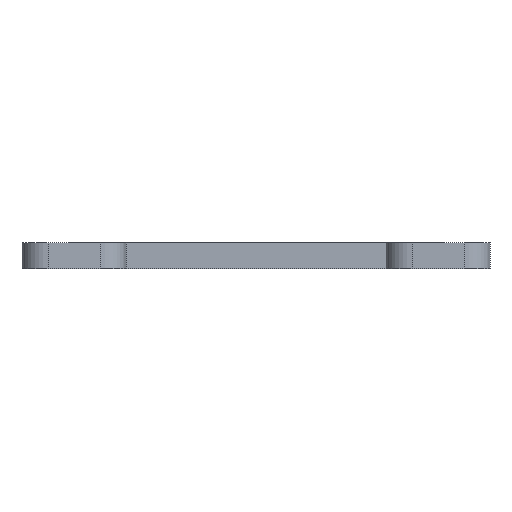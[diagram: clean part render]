
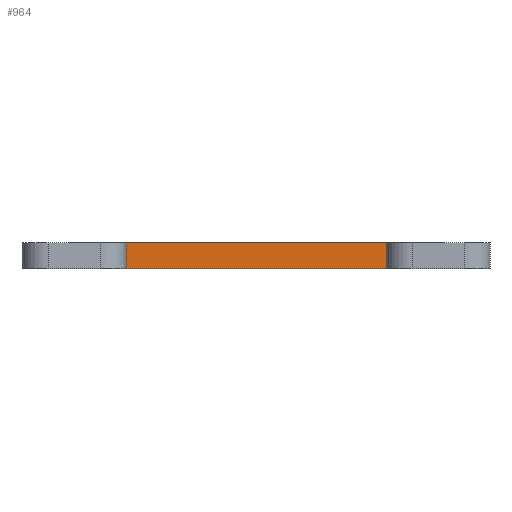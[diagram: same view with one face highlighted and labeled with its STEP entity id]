
A CAD part, front view. The second image highlights one B-rep face of the part: STEP entity #964.
In plain terms, the highlighted planar face has unit normal (0, -1, 0).
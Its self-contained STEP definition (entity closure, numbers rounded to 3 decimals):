
#96=FACE_OUTER_BOUND('',#146,.T.);
#146=EDGE_LOOP('',(#703,#704,#705,#706));
#221=LINE('',#1495,#325);
#223=LINE('',#1499,#327);
#224=LINE('',#1501,#328);
#225=LINE('',#1502,#329);
#325=VECTOR('',#1203,10.);
#327=VECTOR('',#1207,10.);
#328=VECTOR('',#1208,10.);
#329=VECTOR('',#1209,10.);
#425=VERTEX_POINT('',#1492);
#426=VERTEX_POINT('',#1494);
#427=VERTEX_POINT('',#1498);
#428=VERTEX_POINT('',#1500);
#539=EDGE_CURVE('',#426,#425,#221,.T.);
#541=EDGE_CURVE('',#425,#427,#223,.T.);
#542=EDGE_CURVE('',#428,#427,#224,.T.);
#543=EDGE_CURVE('',#428,#426,#225,.T.);
#703=ORIENTED_EDGE('',*,*,#541,.T.);
#704=ORIENTED_EDGE('',*,*,#542,.F.);
#705=ORIENTED_EDGE('',*,*,#543,.T.);
#706=ORIENTED_EDGE('',*,*,#539,.T.);
#927=PLANE('',#1036);
#964=ADVANCED_FACE('',(#96),#927,.T.);
#1036=AXIS2_PLACEMENT_3D('',#1497,#1205,#1206);
#1203=DIRECTION('',(0.,0.,1.));
#1205=DIRECTION('center_axis',(0.,-1.,0.));
#1206=DIRECTION('ref_axis',(0.,0.,-1.));
#1207=DIRECTION('',(-1.,0.,0.));
#1208=DIRECTION('',(0.,0.,1.));
#1209=DIRECTION('',(1.,0.,0.));
#1492=CARTESIAN_POINT('',(5.,-3.75,1.));
#1494=CARTESIAN_POINT('',(5.,-3.75,0.));
#1495=CARTESIAN_POINT('',(5.,-3.75,0.));
#1497=CARTESIAN_POINT('Origin',(5.,-3.75,0.));
#1498=CARTESIAN_POINT('',(-5.,-3.75,1.));
#1499=CARTESIAN_POINT('',(-5.,-3.75,1.));
#1500=CARTESIAN_POINT('',(-5.,-3.75,0.));
#1501=CARTESIAN_POINT('',(-5.,-3.75,0.));
#1502=CARTESIAN_POINT('',(-5.,-3.75,0.));
